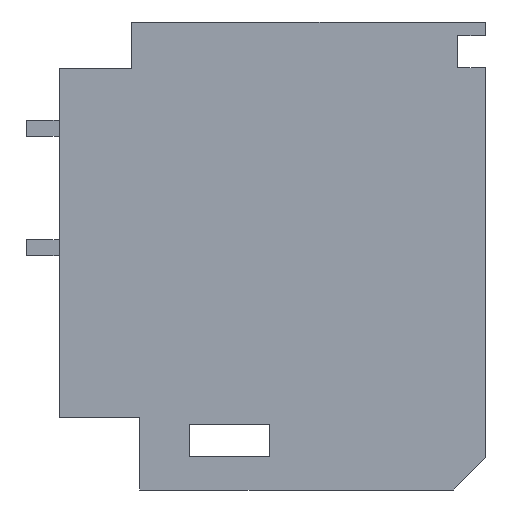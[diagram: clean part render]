
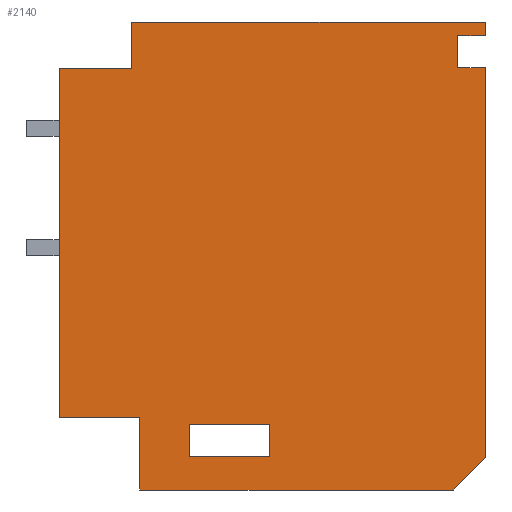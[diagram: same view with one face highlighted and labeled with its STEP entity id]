
A CAD part, left-side view. The second image highlights one B-rep face of the part: STEP entity #2140.
In plain terms, the highlighted planar face has unit normal (-1, 0, 0).
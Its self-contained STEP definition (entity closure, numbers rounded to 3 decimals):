
#1=DIRECTION('',(0.,-1.,0.));
#2=VECTOR('',#1,75.591);
#3=CARTESIAN_POINT('',(0.,-30.5,-370.675));
#4=LINE('',#3,#2);
#5=DIRECTION('',(0.,-1.,0.));
#6=VECTOR('',#5,67.825);
#7=CARTESIAN_POINT('',(0.,-30.5,-43.628));
#8=LINE('',#7,#6);
#9=DIRECTION('',(0.,0.,-1.));
#10=VECTOR('',#9,43.628);
#11=CARTESIAN_POINT('',(0.,-98.325,0.));
#12=LINE('',#11,#10);
#13=DIRECTION('',(0.,-1.,0.));
#14=VECTOR('',#13,331.675);
#15=CARTESIAN_POINT('',(0.,-98.325,0.));
#16=LINE('',#15,#14);
#17=DIRECTION('',(0.,0.,-1.));
#18=VECTOR('',#17,12.847);
#19=CARTESIAN_POINT('',(0.,-430.,0.));
#20=LINE('',#19,#18);
#21=DIRECTION('',(0.,1.,0.));
#22=VECTOR('',#21,26.109);
#23=CARTESIAN_POINT('',(0.,-430.,-12.847));
#24=LINE('',#23,#22);
#25=DIRECTION('',(0.,0.,1.));
#26=VECTOR('',#25,30.);
#27=CARTESIAN_POINT('',(0.,-403.891,-42.847));
#28=LINE('',#27,#26);
#29=DIRECTION('',(0.,1.,0.));
#30=VECTOR('',#29,26.109);
#31=CARTESIAN_POINT('',(0.,-430.,-42.847));
#32=LINE('',#31,#30);
#33=DIRECTION('',(0.,0.,-1.));
#34=VECTOR('',#33,365.653);
#35=CARTESIAN_POINT('',(0.,-430.,-42.847));
#36=LINE('',#35,#34);
#37=DIRECTION('',(0.,-0.707,0.707));
#38=VECTOR('',#37,42.426);
#39=CARTESIAN_POINT('',(0.,-400.,-438.5));
#40=LINE('',#39,#38);
#41=DIRECTION('',(0.,1.,0.));
#42=VECTOR('',#41,293.909);
#43=CARTESIAN_POINT('',(0.,-400.,-438.5));
#44=LINE('',#43,#42);
#45=DIRECTION('',(0.,0.,1.));
#46=VECTOR('',#45,67.825);
#47=CARTESIAN_POINT('',(0.,-106.091,-438.5));
#48=LINE('',#47,#46);
#49=DIRECTION('',(0.,0.,1.));
#50=VECTOR('',#49,30.);
#51=CARTESIAN_POINT('',(0.,-152.34,-407.123));
#52=LINE('',#51,#50);
#53=DIRECTION('',(0.,1.,0.));
#54=VECTOR('',#53,75.591);
#55=CARTESIAN_POINT('',(0.,-227.931,-407.123));
#56=LINE('',#55,#54);
#57=DIRECTION('',(0.,0.,-1.));
#58=VECTOR('',#57,30.);
#59=CARTESIAN_POINT('',(0.,-227.931,-377.123));
#60=LINE('',#59,#58);
#61=DIRECTION('',(0.,-1.,0.));
#62=VECTOR('',#61,75.591);
#63=CARTESIAN_POINT('',(0.,-152.34,-377.123));
#64=LINE('',#63,#62);
#513=DIRECTION('',(0.,0.,-1.));
#514=VECTOR('',#513,327.047);
#515=CARTESIAN_POINT('',(0.,-30.5,-43.628));
#516=LINE('',#515,#514);
#1689=CARTESIAN_POINT('',(0.,-30.5,-370.675));
#1690=CARTESIAN_POINT('',(0.,-106.091,-370.675));
#1691=VERTEX_POINT('',#1689);
#1692=VERTEX_POINT('',#1690);
#1693=CARTESIAN_POINT('',(0.,-106.091,-438.5));
#1694=VERTEX_POINT('',#1693);
#1695=CARTESIAN_POINT('',(0.,-98.325,0.));
#1696=CARTESIAN_POINT('',(0.,-98.325,-43.628));
#1697=VERTEX_POINT('',#1695);
#1698=VERTEX_POINT('',#1696);
#1699=CARTESIAN_POINT('',(0.,-30.5,-43.628));
#1700=VERTEX_POINT('',#1699);
#1701=CARTESIAN_POINT('',(0.,-400.,-438.5));
#1702=CARTESIAN_POINT('',(0.,-430.,-408.5));
#1703=VERTEX_POINT('',#1701);
#1704=VERTEX_POINT('',#1702);
#1705=CARTESIAN_POINT('',(0.,-403.891,-42.847));
#1706=CARTESIAN_POINT('',(0.,-403.891,-12.847));
#1707=VERTEX_POINT('',#1705);
#1708=VERTEX_POINT('',#1706);
#1709=CARTESIAN_POINT('',(0.,-430.,-12.847));
#1710=VERTEX_POINT('',#1709);
#1711=CARTESIAN_POINT('',(0.,-430.,-42.847));
#1712=VERTEX_POINT('',#1711);
#1713=CARTESIAN_POINT('',(0.,-152.34,-407.123));
#1714=CARTESIAN_POINT('',(0.,-152.34,-377.123));
#1715=VERTEX_POINT('',#1713);
#1716=VERTEX_POINT('',#1714);
#1717=CARTESIAN_POINT('',(0.,-227.931,-377.123));
#1718=VERTEX_POINT('',#1717);
#1719=CARTESIAN_POINT('',(0.,-227.931,-407.123));
#1720=VERTEX_POINT('',#1719);
#1721=CARTESIAN_POINT('',(0.,-430.,0.));
#1722=VERTEX_POINT('',#1721);
#2097=CARTESIAN_POINT('',(0.,0.,0.));
#2098=DIRECTION('',(1.,0.,0.));
#2099=DIRECTION('',(0.,-1.,0.));
#2100=AXIS2_PLACEMENT_3D('',#2097,#2098,#2099);
#2101=PLANE('',#2100);
#2103=ORIENTED_EDGE('',*,*,#2102,.F.);
#2105=ORIENTED_EDGE('',*,*,#2104,.F.);
#2107=ORIENTED_EDGE('',*,*,#2106,.T.);
#2109=ORIENTED_EDGE('',*,*,#2108,.F.);
#2111=ORIENTED_EDGE('',*,*,#2110,.T.);
#2113=ORIENTED_EDGE('',*,*,#2112,.T.);
#2115=ORIENTED_EDGE('',*,*,#2114,.T.);
#2117=ORIENTED_EDGE('',*,*,#2116,.F.);
#2119=ORIENTED_EDGE('',*,*,#2118,.F.);
#2121=ORIENTED_EDGE('',*,*,#2120,.T.);
#2123=ORIENTED_EDGE('',*,*,#2122,.F.);
#2125=ORIENTED_EDGE('',*,*,#2124,.T.);
#2127=ORIENTED_EDGE('',*,*,#2126,.T.);
#2128=EDGE_LOOP('',(#2103,#2105,#2107,#2109,#2111,#2113,#2115,#2117,#2119,#2121,
#2123,#2125,#2127));
#2129=FACE_OUTER_BOUND('',#2128,.F.);
#2131=ORIENTED_EDGE('',*,*,#2130,.F.);
#2133=ORIENTED_EDGE('',*,*,#2132,.F.);
#2135=ORIENTED_EDGE('',*,*,#2134,.F.);
#2137=ORIENTED_EDGE('',*,*,#2136,.F.);
#2138=EDGE_LOOP('',(#2131,#2133,#2135,#2137));
#2139=FACE_BOUND('',#2138,.F.);
#2140=ADVANCED_FACE('',(#2129,#2139),#2101,.F.);
#2102=EDGE_CURVE('',#1691,#1692,#4,.T.);
#2104=EDGE_CURVE('',#1700,#1691,#516,.T.);
#2106=EDGE_CURVE('',#1700,#1698,#8,.T.);
#2108=EDGE_CURVE('',#1697,#1698,#12,.T.);
#2110=EDGE_CURVE('',#1697,#1722,#16,.T.);
#2112=EDGE_CURVE('',#1722,#1710,#20,.T.);
#2114=EDGE_CURVE('',#1710,#1708,#24,.T.);
#2116=EDGE_CURVE('',#1707,#1708,#28,.T.);
#2118=EDGE_CURVE('',#1712,#1707,#32,.T.);
#2120=EDGE_CURVE('',#1712,#1704,#36,.T.);
#2122=EDGE_CURVE('',#1703,#1704,#40,.T.);
#2124=EDGE_CURVE('',#1703,#1694,#44,.T.);
#2126=EDGE_CURVE('',#1694,#1692,#48,.T.);
#2130=EDGE_CURVE('',#1715,#1716,#52,.T.);
#2132=EDGE_CURVE('',#1720,#1715,#56,.T.);
#2134=EDGE_CURVE('',#1718,#1720,#60,.T.);
#2136=EDGE_CURVE('',#1716,#1718,#64,.T.);
